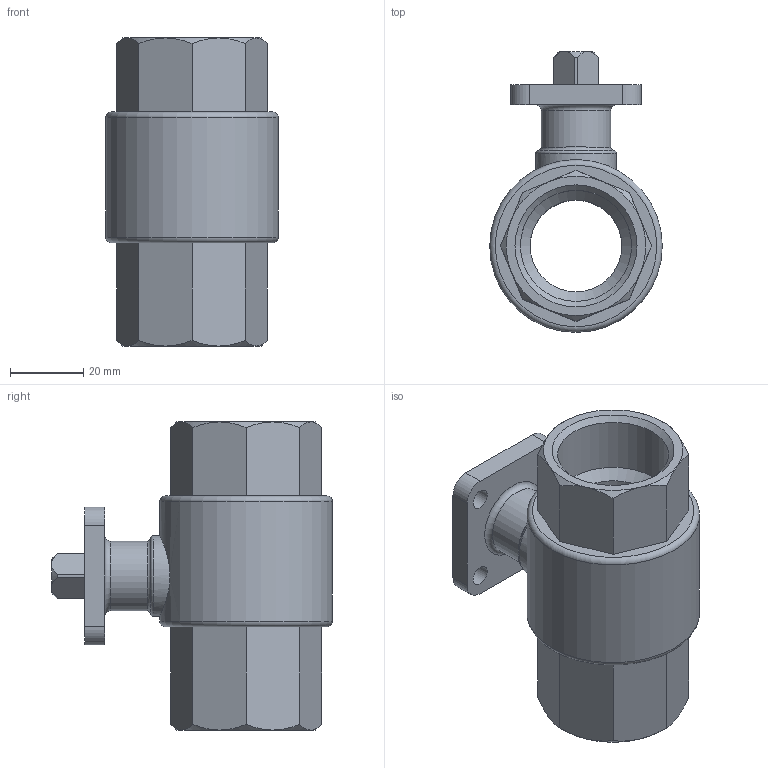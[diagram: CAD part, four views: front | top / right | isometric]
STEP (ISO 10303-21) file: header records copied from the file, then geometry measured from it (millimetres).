
FILE_DESCRIPTION(/* description */ ('STEP AP214'),/* implementation_level */ '2;1');
FILE_NAME(/* name */ '4405650_VZBM-1-RP-25-D-2-F03-B2B3',/* time_stamp */ '2024-09-12T12:21:12+02:00',/* author */ ('License CC BY-ND 4.0'),/* organization */ ('CADENAS'),/* preprocessor_version */ 'ST-DEVELOPER v19.3',/* originating_system */ 'PARTsolutions',/* authorisation */ ' ');
FILE_SCHEMA (('AUTOMOTIVE_DESIGN {1 0 10303 214 3 1 1}'));
Length unit declared in the file: millimetre
Products named in the file (1): 4405650 VZBM-1-RP-25-D-2-F03-B2B3
Bounding box: 47 x 76.5 x 84 mm (x, y, z)
Volume: 80486.2 mm3; surface area: 25031.6 mm2
Topology: 1 solids, 1 shells, 89 faces, 209 edges, 128 vertices
Faces by surface type: plane 32, cone 30, cylinder 20, torus 7
Full cylindrical faces by diameter (mm): 4.917 x1, 5.5 x4, 19 x1, 22 x1, 25 x1, 25.15 x1, 30.291 x2, 47 x1
Entity records: 2471 total; most frequent: CARTESIAN_POINT 541, DIRECTION 388, ORIENTED_EDGE 354, EDGE_CURVE 177, AXIS2_PLACEMENT_3D 162, FACE_BOUND 135, EDGE_LOOP 134, VERTEX_POINT 126
